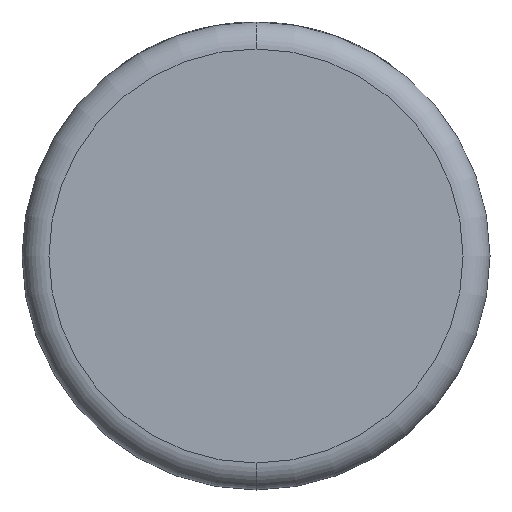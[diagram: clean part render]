
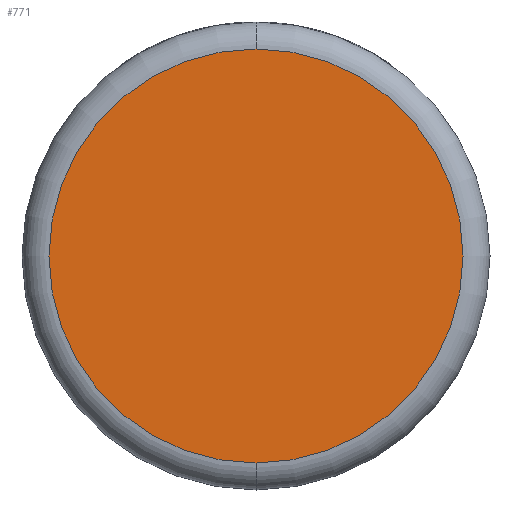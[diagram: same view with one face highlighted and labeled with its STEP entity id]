
A CAD part, front view. The second image highlights one B-rep face of the part: STEP entity #771.
In plain terms, the highlighted planar face has unit normal (0, -1, 0).
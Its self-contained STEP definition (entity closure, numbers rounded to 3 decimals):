
#130 = EDGE_LOOP ( 'NONE', ( #3858, #4161 ) ) ;
#196 = AXIS2_PLACEMENT_3D ( 'NONE', #1248, #4557, #2004 ) ;
#206 = EDGE_CURVE ( 'NONE', #1776, #2016, #2437, .T. ) ;
#771 = ADVANCED_FACE ( 'NONE', ( #1149 ), #1233, .F. ) ;
#1078 = CARTESIAN_POINT ( 'NONE',  ( 0., 0., 0. ) ) ;
#1149 = FACE_OUTER_BOUND ( 'NONE', #130, .T. ) ;
#1233 = PLANE ( 'NONE',  #196 ) ;
#1248 = CARTESIAN_POINT ( 'NONE',  ( 0., 0., 0. ) ) ;
#1776 = VERTEX_POINT ( 'NONE', #3243 ) ;
#2004 = DIRECTION ( 'NONE',  ( 0., 0., 1. ) ) ;
#2016 = VERTEX_POINT ( 'NONE', #4597 ) ;
#2074 = AXIS2_PLACEMENT_3D ( 'NONE', #1078, #4371, #2146 ) ;
#2146 = DIRECTION ( 'NONE',  ( 0., 0., 1. ) ) ;
#2437 = CIRCLE ( 'NONE', #2475, 13.714 ) ;
#2475 = AXIS2_PLACEMENT_3D ( 'NONE', #3255, #3631, #4000 ) ;
#3243 = CARTESIAN_POINT ( 'NONE',  ( 0., 0., -13.714 ) ) ;
#3255 = CARTESIAN_POINT ( 'NONE',  ( 0., 0., 0. ) ) ;
#3397 = EDGE_CURVE ( 'NONE', #2016, #1776, #4323, .T. ) ;
#3631 = DIRECTION ( 'NONE',  ( 0., -1., 0. ) ) ;
#3858 = ORIENTED_EDGE ( 'NONE', *, *, #3397, .T. ) ;
#4000 = DIRECTION ( 'NONE',  ( 0., 0., 1. ) ) ;
#4161 = ORIENTED_EDGE ( 'NONE', *, *, #206, .T. ) ;
#4323 = CIRCLE ( 'NONE', #2074, 13.714 ) ;
#4371 = DIRECTION ( 'NONE',  ( 0., -1., 0. ) ) ;
#4557 = DIRECTION ( 'NONE',  ( 0., 1., 0. ) ) ;
#4597 = CARTESIAN_POINT ( 'NONE',  ( 0., 0., 13.714 ) ) ;
